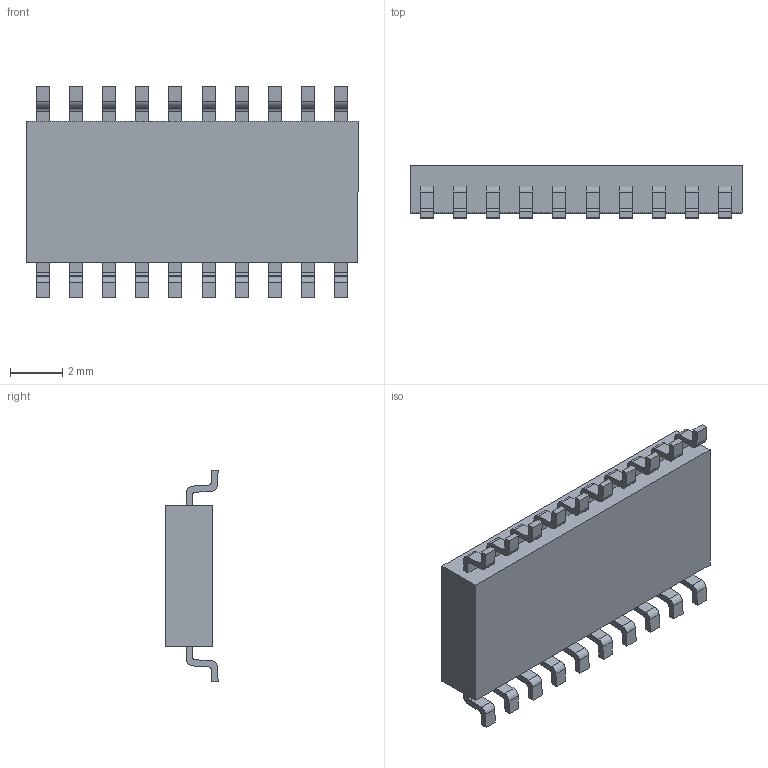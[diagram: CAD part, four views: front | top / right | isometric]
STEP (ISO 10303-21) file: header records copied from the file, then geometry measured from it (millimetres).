
FILE_DESCRIPTION (( 'STEP AP214' ), '1' );
FILE_NAME ('User Library-SOP20.STEP', '2011-08-04T19:39:03', ( 'sysAdmin' ), ( 'SolidWorks' ), 'SwSTEP 2.0', 'SolidWorks 2011', '' );
FILE_SCHEMA (( 'AUTOMOTIVE_DESIGN' ));
Length unit declared in the file: millimetre
Products named in the file (1): User Library-SOP20
Bounding box: 12.7 x 2 x 8.1 mm (x, y, z)
Volume: 128.6 mm3; surface area: 265.8 mm2
Topology: 1 solids, 1 shells, 269 faces, 738 edges, 492 vertices
Faces by surface type: plane 187, cylinder 82
Entity records: 11509 total; most frequent: CARTESIAN_POINT 1500, ORIENTED_EDGE 1476, DIRECTION 1442, EDGE_CURVE 738, VECTOR 574, LINE 574, VERTEX_POINT 492, AXIS2_PLACEMENT_3D 434
